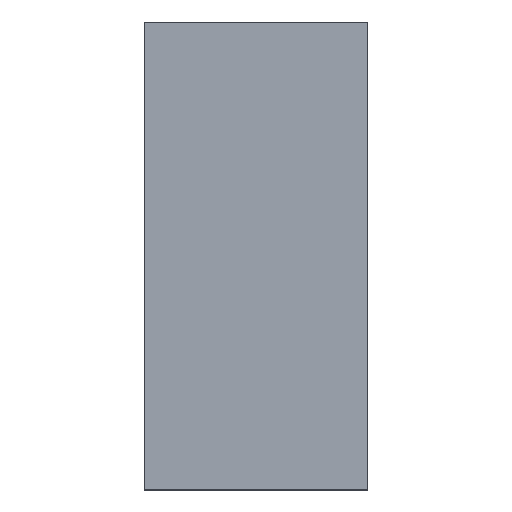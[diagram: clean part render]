
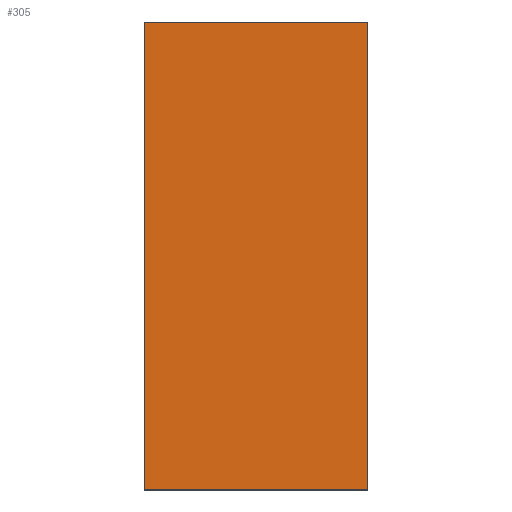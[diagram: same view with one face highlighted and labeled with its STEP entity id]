
A CAD part, top view. The second image highlights one B-rep face of the part: STEP entity #305.
In plain terms, the highlighted planar face has unit normal (0, 0, 1).
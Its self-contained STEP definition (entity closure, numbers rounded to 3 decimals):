
#35=PLANE('',#357);
#57=FACE_OUTER_BOUND('',#79,.T.);
#79=EDGE_LOOP('',(#261,#262,#263,#264));
#99=LINE('',#521,#119);
#102=LINE('',#527,#122);
#105=LINE('',#533,#125);
#108=LINE('',#537,#128);
#119=VECTOR('',#437,10.);
#122=VECTOR('',#442,10.);
#125=VECTOR('',#447,10.);
#128=VECTOR('',#452,10.);
#163=VERTEX_POINT('',#518);
#164=VERTEX_POINT('',#520);
#166=VERTEX_POINT('',#526);
#168=VERTEX_POINT('',#532);
#195=EDGE_CURVE('',#164,#163,#99,.T.);
#198=EDGE_CURVE('',#166,#164,#102,.T.);
#201=EDGE_CURVE('',#168,#166,#105,.T.);
#204=EDGE_CURVE('',#163,#168,#108,.T.);
#261=ORIENTED_EDGE('',*,*,#204,.T.);
#262=ORIENTED_EDGE('',*,*,#201,.T.);
#263=ORIENTED_EDGE('',*,*,#198,.T.);
#264=ORIENTED_EDGE('',*,*,#195,.T.);
#305=ADVANCED_FACE('',(#57),#35,.T.);
#357=AXIS2_PLACEMENT_3D('',#538,#453,#454);
#437=DIRECTION('',(0.,-1.,0.));
#442=DIRECTION('',(-1.,0.,0.));
#447=DIRECTION('',(0.,1.,0.));
#452=DIRECTION('',(1.,0.,0.));
#453=DIRECTION('center_axis',(0.,0.,1.));
#454=DIRECTION('ref_axis',(1.,0.,0.));
#518=CARTESIAN_POINT('',(-0.459,-0.959,0.504));
#520=CARTESIAN_POINT('',(-0.459,0.959,0.504));
#521=CARTESIAN_POINT('',(-0.459,-0.959,0.504));
#526=CARTESIAN_POINT('',(0.459,0.959,0.504));
#527=CARTESIAN_POINT('',(-0.459,0.959,0.504));
#532=CARTESIAN_POINT('',(0.459,-0.959,0.504));
#533=CARTESIAN_POINT('',(0.459,0.959,0.504));
#537=CARTESIAN_POINT('',(0.459,-0.959,0.504));
#538=CARTESIAN_POINT('Origin',(0.,0.,0.504));
